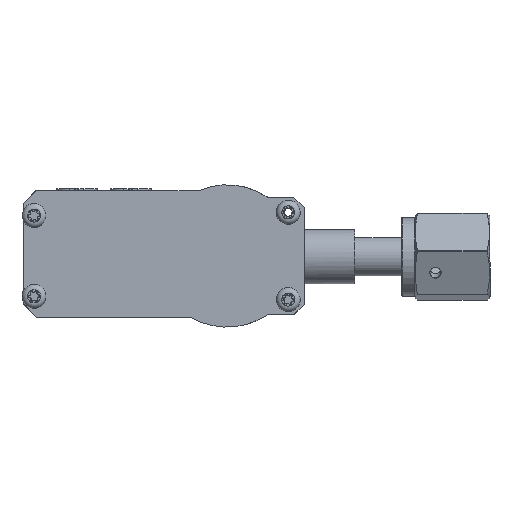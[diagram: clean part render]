
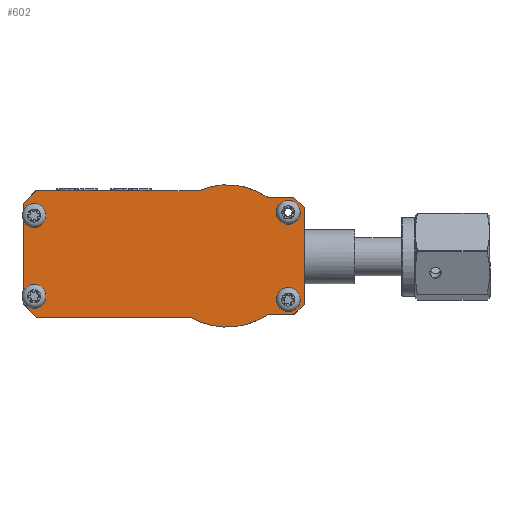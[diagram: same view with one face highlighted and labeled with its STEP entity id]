
A CAD part, left-side view. The second image highlights one B-rep face of the part: STEP entity #602.
In plain terms, the highlighted planar face has unit normal (-1, 0, 0).
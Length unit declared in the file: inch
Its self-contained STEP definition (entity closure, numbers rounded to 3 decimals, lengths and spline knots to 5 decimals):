
#59 = CARTESIAN_POINT ( 'NONE',  ( -2.06, 1.752, -0.56 ) ) ;
#409 = FACE_BOUND ( 'NONE', #16483, .T. ) ;
#602 = ADVANCED_FACE ( 'NONE', ( #7448, #24770, #1104, #6695, #409 ), #6217, .T. ) ;
#762 = VERTEX_POINT ( 'NONE', #13720 ) ;
#928 = VECTOR ( 'NONE', #5445, 39.37008 ) ;
#992 = VERTEX_POINT ( 'NONE', #3268 ) ;
#1029 = EDGE_CURVE ( 'NONE', #19958, #25716, #7424, .T. ) ;
#1104 = FACE_OUTER_BOUND ( 'NONE', #10923, .T. ) ;
#1724 = AXIS2_PLACEMENT_3D ( 'NONE', #19225, #5108, #21584 ) ;
#2107 = VERTEX_POINT ( 'NONE', #5301 ) ;
#2352 = EDGE_LOOP ( 'NONE', ( #13467 ) ) ;
#2439 = VECTOR ( 'NONE', #3175, 39.37008 ) ;
#2568 = VERTEX_POINT ( 'NONE', #11864 ) ;
#2691 = CARTESIAN_POINT ( 'NONE',  ( -2.06, 1.772, -0.37 ) ) ;
#2887 = AXIS2_PLACEMENT_3D ( 'NONE', #6010, #22489, #8411 ) ;
#3144 = ORIENTED_EDGE ( 'NONE', *, *, #25422, .T. ) ;
#3175 = DIRECTION ( 'NONE',  ( 0., 0.707, 0.707 ) ) ;
#3268 = CARTESIAN_POINT ( 'NONE',  ( -2.06, -0.608, -0.54 ) ) ;
#3284 = ORIENTED_EDGE ( 'NONE', *, *, #14475, .T. ) ;
#3289 = VECTOR ( 'NONE', #23669, 39.37008 ) ;
#3635 = EDGE_CURVE ( 'NONE', #14849, #14849, #24683, .T. ) ;
#3858 = ORIENTED_EDGE ( 'NONE', *, *, #1029, .T. ) ;
#3918 = CARTESIAN_POINT ( 'NONE',  ( -2.06, 1.872, 0.48 ) ) ;
#3939 = VERTEX_POINT ( 'NONE', #18070 ) ;
#4108 = VERTEX_POINT ( 'NONE', #5150 ) ;
#4770 = EDGE_CURVE ( 'NONE', #6513, #2568, #17564, .T. ) ;
#4818 = CARTESIAN_POINT ( 'NONE',  ( -2.06, -0.708, -0.44 ) ) ;
#4869 = ORIENTED_EDGE ( 'NONE', *, *, #13184, .T. ) ;
#4979 = ORIENTED_EDGE ( 'NONE', *, *, #9931, .F. ) ;
#5076 = ORIENTED_EDGE ( 'NONE', *, *, #15161, .T. ) ;
#5091 = DIRECTION ( 'NONE',  ( 0., 0., -1. ) ) ;
#5108 = DIRECTION ( 'NONE',  ( -1., 0., 0. ) ) ;
#5150 = CARTESIAN_POINT ( 'NONE',  ( -2.06, 1.772, -0.43 ) ) ;
#5301 = CARTESIAN_POINT ( 'NONE',  ( -2.06, -0.36427, -0.54 ) ) ;
#5445 = DIRECTION ( 'NONE',  ( 0., 0.707, -0.707 ) ) ;
#5614 = AXIS2_PLACEMENT_3D ( 'NONE', #23410, #9322, #25801 ) ;
#5910 = EDGE_CURVE ( 'NONE', #12271, #17673, #21091, .T. ) ;
#6010 = CARTESIAN_POINT ( 'NONE',  ( -2.06, -0.558, 0.4 ) ) ;
#6217 = PLANE ( 'NONE',  #15842 ) ;
#6319 = CARTESIAN_POINT ( 'NONE',  ( -2.06, -0.36427, -0.54 ) ) ;
#6421 = VERTEX_POINT ( 'NONE', #12193 ) ;
#6513 = VERTEX_POINT ( 'NONE', #17320 ) ;
#6695 = FACE_BOUND ( 'NONE', #8274, .T. ) ;
#7244 = LINE ( 'NONE', #14817, #928 ) ;
#7424 = CIRCLE ( 'NONE', #9369, 0.6525 ) ;
#7448 = FACE_BOUND ( 'NONE', #13769, .T. ) ;
#7783 = CIRCLE ( 'NONE', #5614, 0.06 ) ;
#8208 = VERTEX_POINT ( 'NONE', #21730 ) ;
#8274 = EDGE_LOOP ( 'NONE', ( #10525 ) ) ;
#8411 = DIRECTION ( 'NONE',  ( 0., 0., 1. ) ) ;
#8692 = DIRECTION ( 'NONE',  ( -1., 0., 0. ) ) ;
#8774 = VECTOR ( 'NONE', #11766, 39.37008 ) ;
#9238 = LINE ( 'NONE', #21715, #20982 ) ;
#9322 = DIRECTION ( 'NONE',  ( -1., 0., 0. ) ) ;
#9369 = AXIS2_PLACEMENT_3D ( 'NONE', #24729, #10620, #27089 ) ;
#9529 = LINE ( 'NONE', #59, #8774 ) ;
#9931 = EDGE_CURVE ( 'NONE', #4108, #4108, #12947, .T. ) ;
#10348 = LINE ( 'NONE', #26066, #3289 ) ;
#10363 = CARTESIAN_POINT ( 'NONE',  ( -2.06, 1.872, 0. ) ) ;
#10393 = EDGE_CURVE ( 'NONE', #17673, #6421, #9529, .T. ) ;
#10525 = ORIENTED_EDGE ( 'NONE', *, *, #25461, .F. ) ;
#10620 = DIRECTION ( 'NONE',  ( -1., 0., 0. ) ) ;
#10907 = VERTEX_POINT ( 'NONE', #4818 ) ;
#10923 = EDGE_LOOP ( 'NONE', ( #15706, #20404, #3858, #18178, #4869, #12905, #11100, #3144, #14456, #26846, #3284, #5076 ) ) ;
#11100 = ORIENTED_EDGE ( 'NONE', *, *, #10393, .T. ) ;
#11546 = CIRCLE ( 'NONE', #2887, 0.06 ) ;
#11766 = DIRECTION ( 'NONE',  ( 0., -0.707, -0.707 ) ) ;
#11838 = CARTESIAN_POINT ( 'NONE',  ( -2.06, 0.002, 0. ) ) ;
#11864 = CARTESIAN_POINT ( 'NONE',  ( -2.06, -0.608, 0.54 ) ) ;
#12193 = CARTESIAN_POINT ( 'NONE',  ( -2.06, 1.752, -0.56 ) ) ;
#12271 = VERTEX_POINT ( 'NONE', #3918 ) ;
#12406 = EDGE_CURVE ( 'NONE', #8208, #8208, #7783, .T. ) ;
#12643 = VECTOR ( 'NONE', #29503, 39.37008 ) ;
#12725 = DIRECTION ( 'NONE',  ( 0., 0., -1. ) ) ;
#12850 = LINE ( 'NONE', #29547, #24654 ) ;
#12905 = ORIENTED_EDGE ( 'NONE', *, *, #5910, .T. ) ;
#12947 = CIRCLE ( 'NONE', #15588, 0.06 ) ;
#12997 = EDGE_CURVE ( 'NONE', #3939, #2107, #18348, .T. ) ;
#13184 = EDGE_CURVE ( 'NONE', #762, #12271, #7244, .T. ) ;
#13467 = ORIENTED_EDGE ( 'NONE', *, *, #3635, .F. ) ;
#13720 = CARTESIAN_POINT ( 'NONE',  ( -2.06, 1.752, 0.6 ) ) ;
#13769 = EDGE_LOOP ( 'NONE', ( #22636 ) ) ;
#14204 = DIRECTION ( 'NONE',  ( 0., 0., -1. ) ) ;
#14332 = CARTESIAN_POINT ( 'NONE',  ( -2.06, 1.772, 0.43 ) ) ;
#14456 = ORIENTED_EDGE ( 'NONE', *, *, #12997, .T. ) ;
#14475 = EDGE_CURVE ( 'NONE', #992, #10907, #18919, .T. ) ;
#14736 = DIRECTION ( 'NONE',  ( 0., 0., 1. ) ) ;
#14773 = AXIS2_PLACEMENT_3D ( 'NONE', #11838, #28362, #14204 ) ;
#14817 = CARTESIAN_POINT ( 'NONE',  ( -2.06, 1.752, 0.6 ) ) ;
#14849 = VERTEX_POINT ( 'NONE', #14332 ) ;
#15076 = EDGE_CURVE ( 'NONE', #2568, #19958, #10348, .T. ) ;
#15161 = EDGE_CURVE ( 'NONE', #10907, #6513, #9238, .T. ) ;
#15588 = AXIS2_PLACEMENT_3D ( 'NONE', #2691, #19209, #5091 ) ;
#15706 = ORIENTED_EDGE ( 'NONE', *, *, #4770, .T. ) ;
#15842 = AXIS2_PLACEMENT_3D ( 'NONE', #22775, #8692, #25161 ) ;
#16483 = EDGE_LOOP ( 'NONE', ( #4979 ) ) ;
#16653 = VERTEX_POINT ( 'NONE', #24614 ) ;
#16777 = VECTOR ( 'NONE', #22799, 39.37008 ) ;
#17320 = CARTESIAN_POINT ( 'NONE',  ( -2.06, -0.708, 0.44 ) ) ;
#17330 = CARTESIAN_POINT ( 'NONE',  ( -2.06, -0.708, 0.44 ) ) ;
#17490 = LINE ( 'NONE', #6319, #16777 ) ;
#17564 = LINE ( 'NONE', #17330, #2439 ) ;
#17673 = VERTEX_POINT ( 'NONE', #19527 ) ;
#17804 = VECTOR ( 'NONE', #12725, 39.37008 ) ;
#18070 = CARTESIAN_POINT ( 'NONE',  ( -2.06, 0.3369, -0.56 ) ) ;
#18178 = ORIENTED_EDGE ( 'NONE', *, *, #27168, .T. ) ;
#18348 = CIRCLE ( 'NONE', #14773, 0.6525 ) ;
#18919 = LINE ( 'NONE', #22338, #12643 ) ;
#19209 = DIRECTION ( 'NONE',  ( -1., 0., 0. ) ) ;
#19225 = CARTESIAN_POINT ( 'NONE',  ( -2.06, 1.772, 0.37 ) ) ;
#19527 = CARTESIAN_POINT ( 'NONE',  ( -2.06, 1.872, -0.44 ) ) ;
#19958 = VERTEX_POINT ( 'NONE', #22905 ) ;
#19999 = CARTESIAN_POINT ( 'NONE',  ( -2.06, 0.3369, -0.56 ) ) ;
#20404 = ORIENTED_EDGE ( 'NONE', *, *, #15076, .T. ) ;
#20982 = VECTOR ( 'NONE', #14736, 39.37008 ) ;
#21091 = LINE ( 'NONE', #10363, #17804 ) ;
#21584 = DIRECTION ( 'NONE',  ( 0., 0., 1. ) ) ;
#21715 = CARTESIAN_POINT ( 'NONE',  ( -2.06, -0.708, -0.44 ) ) ;
#21730 = CARTESIAN_POINT ( 'NONE',  ( -2.06, -0.558, -0.46 ) ) ;
#22338 = CARTESIAN_POINT ( 'NONE',  ( -2.06, -0.708, -0.44 ) ) ;
#22489 = DIRECTION ( 'NONE',  ( -1., 0., 0. ) ) ;
#22636 = ORIENTED_EDGE ( 'NONE', *, *, #12406, .F. ) ;
#22775 = CARTESIAN_POINT ( 'NONE',  ( -2.06, 0.002, 0. ) ) ;
#22799 = DIRECTION ( 'NONE',  ( 0., -1., 0. ) ) ;
#22905 = CARTESIAN_POINT ( 'NONE',  ( -2.06, -0.36427, 0.54 ) ) ;
#23410 = CARTESIAN_POINT ( 'NONE',  ( -2.06, -0.558, -0.4 ) ) ;
#23669 = DIRECTION ( 'NONE',  ( 0., 1., 0. ) ) ;
#24081 = VECTOR ( 'NONE', #27157, 39.37008 ) ;
#24614 = CARTESIAN_POINT ( 'NONE',  ( -2.06, -0.558, 0.46 ) ) ;
#24654 = VECTOR ( 'NONE', #29643, 39.37008 ) ;
#24683 = CIRCLE ( 'NONE', #1724, 0.06 ) ;
#24729 = CARTESIAN_POINT ( 'NONE',  ( -2.06, 0.002, 0. ) ) ;
#24770 = FACE_BOUND ( 'NONE', #2352, .T. ) ;
#25161 = DIRECTION ( 'NONE',  ( 0., 0., 1. ) ) ;
#25422 = EDGE_CURVE ( 'NONE', #6421, #3939, #30388, .T. ) ;
#25461 = EDGE_CURVE ( 'NONE', #16653, #16653, #11546, .T. ) ;
#25716 = VERTEX_POINT ( 'NONE', #30709 ) ;
#25801 = DIRECTION ( 'NONE',  ( 0., 0., -1. ) ) ;
#26066 = CARTESIAN_POINT ( 'NONE',  ( -2.06, -0.43639, 0.54 ) ) ;
#26846 = ORIENTED_EDGE ( 'NONE', *, *, #28481, .T. ) ;
#27089 = DIRECTION ( 'NONE',  ( 0., 0., 1. ) ) ;
#27157 = DIRECTION ( 'NONE',  ( 0., -1., 0. ) ) ;
#27168 = EDGE_CURVE ( 'NONE', #25716, #762, #12850, .T. ) ;
#28362 = DIRECTION ( 'NONE',  ( -1., 0., 0. ) ) ;
#28481 = EDGE_CURVE ( 'NONE', #2107, #992, #17490, .T. ) ;
#29503 = DIRECTION ( 'NONE',  ( 0., -0.707, 0.707 ) ) ;
#29547 = CARTESIAN_POINT ( 'NONE',  ( -2.06, 0.25843, 0.6 ) ) ;
#29643 = DIRECTION ( 'NONE',  ( 0., 1., 0. ) ) ;
#30388 = LINE ( 'NONE', #19999, #24081 ) ;
#30709 = CARTESIAN_POINT ( 'NONE',  ( -2.06, 0.25843, 0.6 ) ) ;
